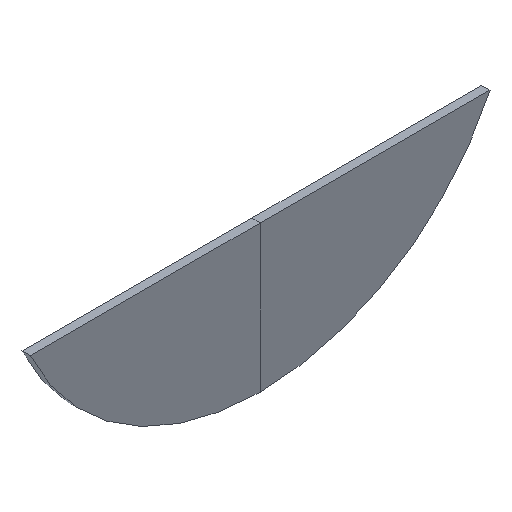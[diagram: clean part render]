
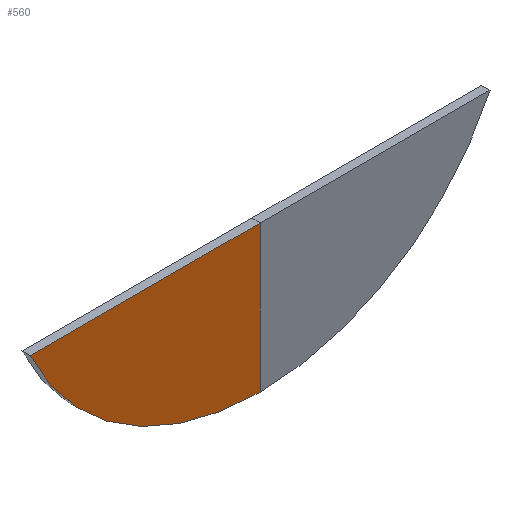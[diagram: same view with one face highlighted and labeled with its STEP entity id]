
A CAD part, isometric view. The second image highlights one B-rep face of the part: STEP entity #560.
In plain terms, the highlighted planar face has unit normal (0, -1, 0).
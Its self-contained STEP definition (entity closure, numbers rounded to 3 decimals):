
#240=CARTESIAN_POINT('',(0.,0.,0.));
#250=DIRECTION('',(0.,1.,0.));
#260=DIRECTION('',(1.,0.,0.));
#270=AXIS2_PLACEMENT_3D('',#240,#250,#260);
#280=PLANE('',#270);
#290=CARTESIAN_POINT('',(0.,0.,-496.));
#300=DIRECTION('',(0.,0.,-1.));
#310=VECTOR('',#300,679.);
#320=LINE('',#290,#310);
#330=CARTESIAN_POINT('',(0.,0.,-496.));
#340=VERTEX_POINT('',#330);
#350=CARTESIAN_POINT('',(0.,0.,-1175.));
#360=VERTEX_POINT('',#350);
#370=EDGE_CURVE('',#340,#360,#320,.T.);
#380=ORIENTED_EDGE('',*,*,#370,.F.);
#390=CARTESIAN_POINT('',(0.,0.,0.));
#400=DIRECTION('',(0.,1.,0.));
#410=DIRECTION('',(0.,0.,-1.));
#420=AXIS2_PLACEMENT_3D('',#390,#400,#410);
#430=CIRCLE('',#420,1175.);
#440=CARTESIAN_POINT('',(-1065.18,0.,-496.));
#450=VERTEX_POINT('',#440);
#460=EDGE_CURVE('',#360,#450,#430,.T.);
#470=ORIENTED_EDGE('',*,*,#460,.F.);
#480=CARTESIAN_POINT('',(-1065.18,0.,-496.));
#490=DIRECTION('',(1.,0.,0.));
#500=VECTOR('',#490,1065.18);
#510=LINE('',#480,#500);
#520=EDGE_CURVE('',#450,#340,#510,.T.);
#530=ORIENTED_EDGE('',*,*,#520,.F.);
#540=EDGE_LOOP('',(#530,#470,#380));
#550=FACE_OUTER_BOUND('',#540,.T.);
#560=ADVANCED_FACE('',(#550),#280,.F.);
